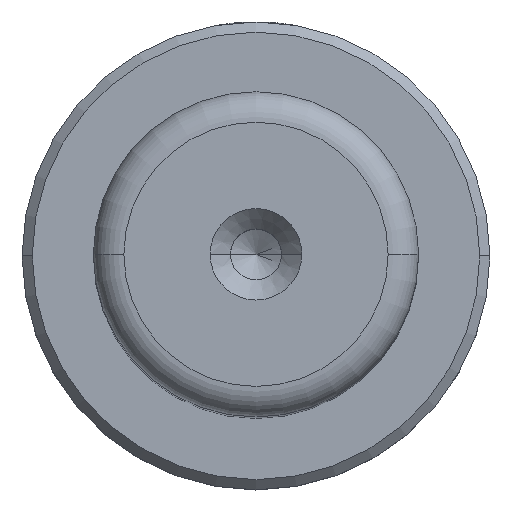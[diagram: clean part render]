
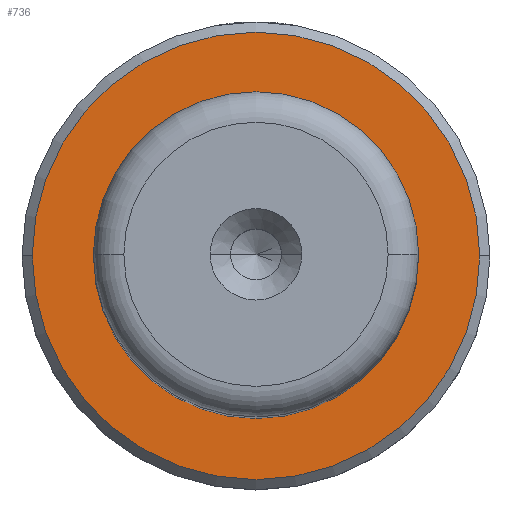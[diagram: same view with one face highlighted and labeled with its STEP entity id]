
A CAD part, top view. The second image highlights one B-rep face of the part: STEP entity #736.
In plain terms, the highlighted planar face has unit normal (0, 0, 1).
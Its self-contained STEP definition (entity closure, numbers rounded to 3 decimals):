
#133 = FACE_BOUND ( 'NONE', #1704, .T. ) ;
#161 = EDGE_CURVE ( 'NONE', #1082, #276, #472, .T. ) ;
#185 = EDGE_LOOP ( 'NONE', ( #307, #1547 ) ) ;
#192 = CARTESIAN_POINT ( 'NONE',  ( 11., 0., 15. ) ) ;
#276 = VERTEX_POINT ( 'NONE', #192 ) ;
#307 = ORIENTED_EDGE ( 'NONE', *, *, #161, .T. ) ;
#358 = AXIS2_PLACEMENT_3D ( 'NONE', #501, #1606, #662 ) ;
#367 = DIRECTION ( 'NONE',  ( 0., 0., -1. ) ) ;
#439 = AXIS2_PLACEMENT_3D ( 'NONE', #1445, #825, #1937 ) ;
#472 = CIRCLE ( 'NONE', #2051, 11. ) ;
#501 = CARTESIAN_POINT ( 'NONE',  ( 0., 0., 15. ) ) ;
#509 = FACE_OUTER_BOUND ( 'NONE', #185, .T. ) ;
#551 = CARTESIAN_POINT ( 'NONE',  ( 0., 0., 15. ) ) ;
#662 = DIRECTION ( 'NONE',  ( 1., 0., 0. ) ) ;
#720 = DIRECTION ( 'NONE',  ( -1., 0., 0. ) ) ;
#736 = ADVANCED_FACE ( 'NONE', ( #509, #133 ), #1279, .T. ) ;
#806 = CIRCLE ( 'NONE', #2046, 7.495 ) ;
#825 = DIRECTION ( 'NONE',  ( 0., 0., 1. ) ) ;
#832 = CIRCLE ( 'NONE', #358, 11. ) ;
#848 = CARTESIAN_POINT ( 'NONE',  ( 0., 0., 15. ) ) ;
#875 = EDGE_CURVE ( 'NONE', #2044, #1395, #919, .T. ) ;
#919 = CIRCLE ( 'NONE', #1605, 7.495 ) ;
#923 = EDGE_CURVE ( 'NONE', #1395, #2044, #806, .T. ) ;
#1010 = DIRECTION ( 'NONE',  ( 1., 0., 0. ) ) ;
#1082 = VERTEX_POINT ( 'NONE', #1136 ) ;
#1136 = CARTESIAN_POINT ( 'NONE',  ( -11., 0., 15. ) ) ;
#1218 = EDGE_CURVE ( 'NONE', #276, #1082, #832, .T. ) ;
#1277 = ORIENTED_EDGE ( 'NONE', *, *, #875, .T. ) ;
#1279 = PLANE ( 'NONE',  #439 ) ;
#1320 = CARTESIAN_POINT ( 'NONE',  ( 0., 0., 15. ) ) ;
#1395 = VERTEX_POINT ( 'NONE', #1877 ) ;
#1445 = CARTESIAN_POINT ( 'NONE',  ( 0., 0., 15. ) ) ;
#1485 = DIRECTION ( 'NONE',  ( -1., 0., 0. ) ) ;
#1547 = ORIENTED_EDGE ( 'NONE', *, *, #1218, .T. ) ;
#1605 = AXIS2_PLACEMENT_3D ( 'NONE', #1320, #367, #1485 ) ;
#1606 = DIRECTION ( 'NONE',  ( 0., 0., 1. ) ) ;
#1634 = CARTESIAN_POINT ( 'NONE',  ( -7.495, 0., 15. ) ) ;
#1666 = DIRECTION ( 'NONE',  ( 0., 0., -1. ) ) ;
#1704 = EDGE_LOOP ( 'NONE', ( #1277, #1721 ) ) ;
#1721 = ORIENTED_EDGE ( 'NONE', *, *, #923, .T. ) ;
#1877 = CARTESIAN_POINT ( 'NONE',  ( 7.495, 0., 15. ) ) ;
#1937 = DIRECTION ( 'NONE',  ( 1., 0., 0. ) ) ;
#1958 = DIRECTION ( 'NONE',  ( 0., 0., 1. ) ) ;
#2044 = VERTEX_POINT ( 'NONE', #1634 ) ;
#2046 = AXIS2_PLACEMENT_3D ( 'NONE', #551, #1666, #720 ) ;
#2051 = AXIS2_PLACEMENT_3D ( 'NONE', #848, #1958, #1010 ) ;
